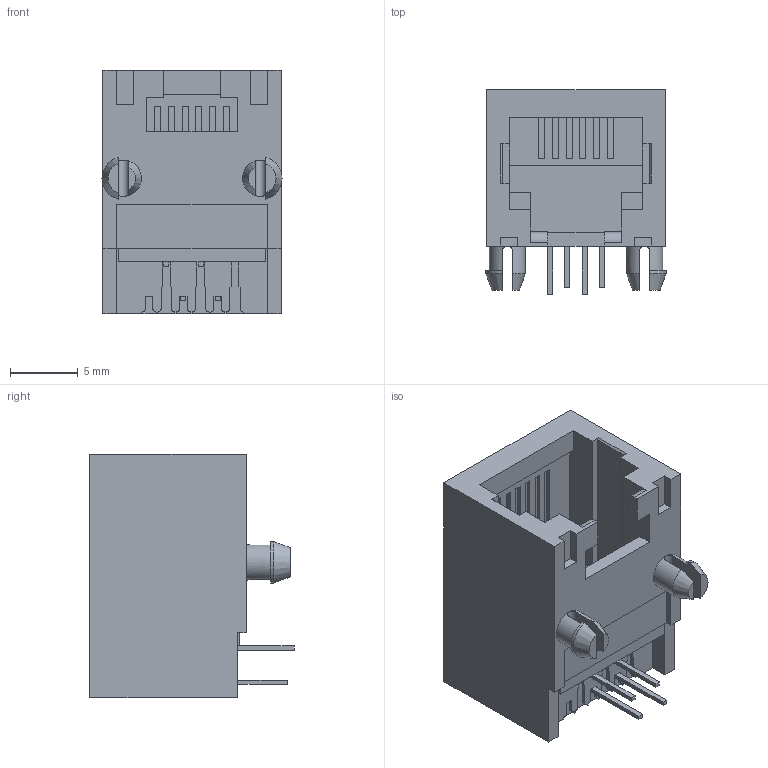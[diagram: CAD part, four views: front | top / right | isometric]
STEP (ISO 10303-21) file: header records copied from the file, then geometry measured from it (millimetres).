
FILE_DESCRIPTION((''),'2;1');
FILE_NAME('432026105','2015-07-23T',('me'),(''),'PRO/ENGINEER BY PARAMETRIC TECHNOLOGY CORPORATION, 2011490','PRO/ENGINEER BY PARAMETRIC TECHNOLOGY CORPORATION, 2011490','');
FILE_SCHEMA(('CONFIG_CONTROL_DESIGN'));
Length unit declared in the file: inch
Products named in the file (1): 432026105
Bounding box: 13.34 x 15.14 x 18.03 mm (x, y, z)
Volume: 1671.7 mm3; surface area: 1813.1 mm2
Topology: 1 solids, 1 shells, 211 faces, 621 edges, 416 vertices
Faces by surface type: plane 184, cylinder 23, cone 4
Entity records: 6978 total; most frequent: CARTESIAN_POINT 1294, ORIENTED_EDGE 1214, DIRECTION 1091, EDGE_CURVE 607, VECTOR 545, LINE 545, VERTEX_POINT 400, AXIS2_PLACEMENT_3D 273
